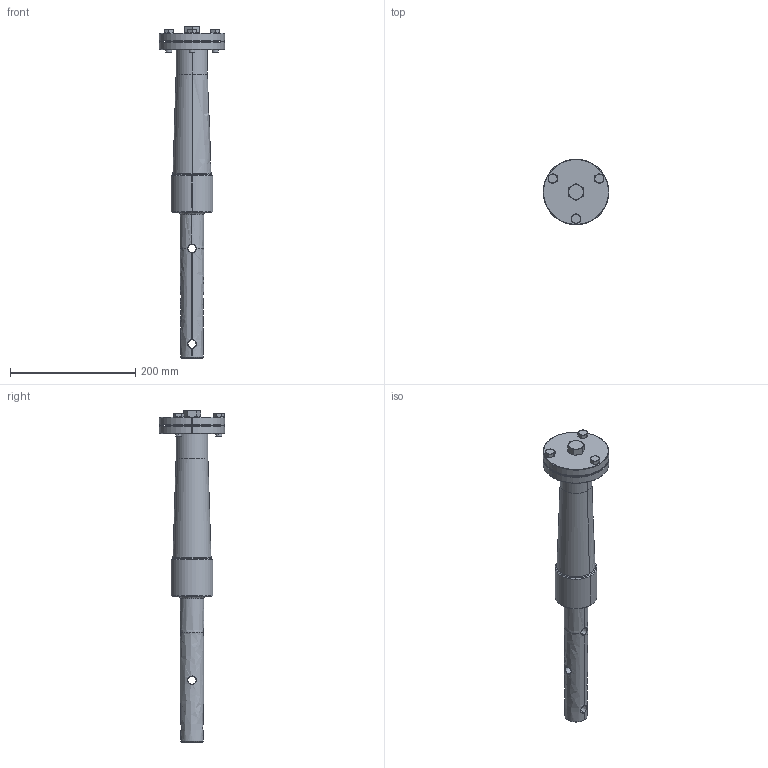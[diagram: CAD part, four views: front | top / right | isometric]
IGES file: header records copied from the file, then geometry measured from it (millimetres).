
Start section: SolidWorks IGES file using analytic representation for surfaces
Global section: file name: 11DEFAU07241634354945.igs; native system: SolidWorks 2017; preprocessor: SolidWorks 2017; author: partstream; date: 170724.163439; units: inch
Bounding box: 104.9 x 104.9 x 529.62 mm (x, y, z)
Surface area: 136743.1 mm2 (no closed solid volume)
Topology: 0 solids, 0 shells, 179 faces, 3474 edges, 3464 vertices
Faces by surface type: revolution 121, bspline 58
